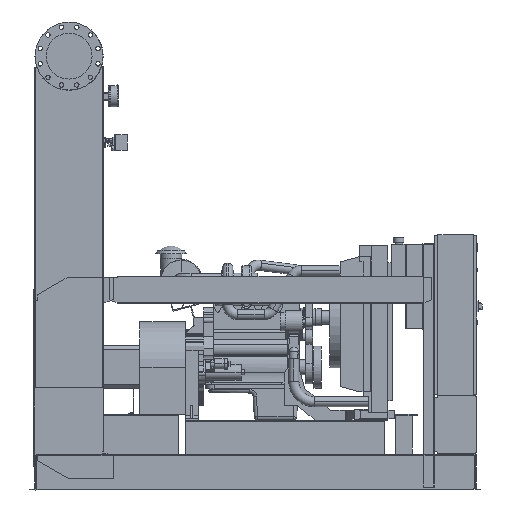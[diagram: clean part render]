
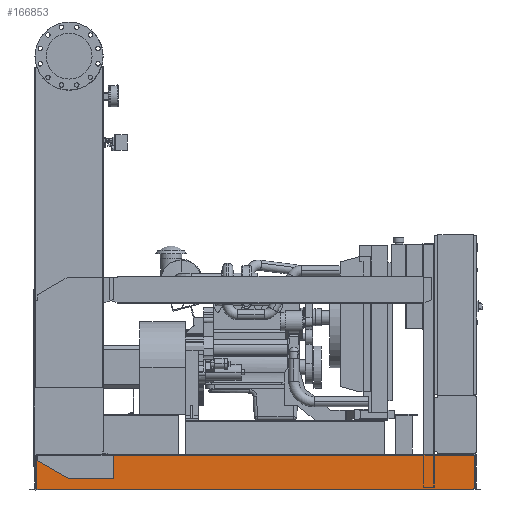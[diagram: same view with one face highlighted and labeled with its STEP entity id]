
A CAD part, front view. The second image highlights one B-rep face of the part: STEP entity #166853.
In plain terms, the highlighted free-form (B-spline) face has degree [1, 1] with [2, 2] control points.
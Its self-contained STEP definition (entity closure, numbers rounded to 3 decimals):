
#161794=CARTESIAN_POINT('',(-191.0,-738.5,202.));
#161795=VERTEX_POINT('',#161794);
#161802=CARTESIAN_POINT('',(-191.0,-738.5,208.));
#161803=VERTEX_POINT('',#161802);
#161804=CARTESIAN_POINT('',(-191.0,-738.5,202.));
#161805=DIRECTION('',(0.0,0.0,1.0));
#161806=VECTOR('',#161805,6.);
#161807=LINE('',#161804,#161806);
#161808=EDGE_CURVE('',#161795,#161803,#161807,.T.);
#165127=CARTESIAN_POINT('',(2403.0,-738.5,208.));
#165128=VERTEX_POINT('',#165127);
#165129=CARTESIAN_POINT('',(-191.0,-738.5,208.));
#165130=DIRECTION('',(1.0,0.0,0.0));
#165131=VECTOR('',#165130,2594.0);
#165132=LINE('',#165129,#165131);
#165133=EDGE_CURVE('',#161803,#165128,#165132,.T.);
#166430=CARTESIAN_POINT('',(2411.0,-738.5,202.));
#166431=VERTEX_POINT('',#166430);
#166438=CARTESIAN_POINT('',(2411.0,-738.5,112.689));
#166439=VERTEX_POINT('',#166438);
#166440=CARTESIAN_POINT('',(2411.0,-738.5,112.689));
#166441=DIRECTION('',(0.0,0.0,1.0));
#166442=VECTOR('',#166441,89.311);
#166443=LINE('',#166440,#166442);
#166444=EDGE_CURVE('',#166439,#166431,#166443,.T.);
#166767=CARTESIAN_POINT('',(-199.0,-738.5,3.));
#166768=CARTESIAN_POINT('',(-199.0,-738.5,208.));
#166769=CARTESIAN_POINT('',(2411.0,-738.5,3.));
#166770=CARTESIAN_POINT('',(2411.0,-738.5,208.));
#166771=B_SPLINE_SURFACE_WITH_KNOTS('',1,1,((#166767,#166769),(#166768,#166770)),.UNSPECIFIED.,.F.,.F.,.U.,(2,2),(2,2),(0.0,205.),(0.0,2610.0),.UNSPECIFIED.);
#166772=CARTESIAN_POINT('',(2411.0,-738.5,6.));
#166773=VERTEX_POINT('',#166772);
#166774=CARTESIAN_POINT('',(2411.0,-738.5,6.));
#166775=DIRECTION('',(0.0,0.0,1.0));
#166776=VECTOR('',#166775,106.689);
#166777=LINE('',#166774,#166776);
#166778=EDGE_CURVE('',#166773,#166439,#166777,.T.);
#166779=ORIENTED_EDGE('',*,*,#166778,.T.);
#166780=ORIENTED_EDGE('',*,*,#166444,.T.);
#166781=CARTESIAN_POINT('',(2403.0,-738.5,202.));
#166782=VERTEX_POINT('',#166781);
#166783=CARTESIAN_POINT('',(2411.0,-738.5,202.));
#166784=DIRECTION('',(-1.0,0.0,0.0));
#166785=VECTOR('',#166784,8.0);
#166786=LINE('',#166783,#166785);
#166787=EDGE_CURVE('',#166431,#166782,#166786,.T.);
#166788=ORIENTED_EDGE('',*,*,#166787,.T.);
#166789=CARTESIAN_POINT('',(2403.0,-738.5,208.));
#166790=DIRECTION('',(0.0,0.0,-1.0));
#166791=VECTOR('',#166790,6.);
#166792=LINE('',#166789,#166791);
#166793=EDGE_CURVE('',#165128,#166782,#166792,.T.);
#166794=ORIENTED_EDGE('',*,*,#166793,.F.);
#166795=ORIENTED_EDGE('',*,*,#165133,.F.);
#166796=ORIENTED_EDGE('',*,*,#161808,.F.);
#166797=CARTESIAN_POINT('',(-199.0,-738.5,202.));
#166798=VERTEX_POINT('',#166797);
#166799=CARTESIAN_POINT('',(-191.0,-738.5,202.));
#166800=DIRECTION('',(-1.0,0.0,0.0));
#166801=VECTOR('',#166800,8.0);
#166802=LINE('',#166799,#166801);
#166803=EDGE_CURVE('',#161795,#166798,#166802,.T.);
#166804=ORIENTED_EDGE('',*,*,#166803,.T.);
#166805=CARTESIAN_POINT('',(-199.0,-738.5,6.));
#166806=VERTEX_POINT('',#166805);
#166807=CARTESIAN_POINT('',(-199.0,-738.5,202.));
#166808=DIRECTION('',(0.0,0.0,-1.0));
#166809=VECTOR('',#166808,196.);
#166810=LINE('',#166807,#166809);
#166811=EDGE_CURVE('',#166798,#166806,#166810,.T.);
#166812=ORIENTED_EDGE('',*,*,#166811,.T.);
#166813=CARTESIAN_POINT('',(-191.0,-738.5,6.));
#166814=VERTEX_POINT('',#166813);
#166815=CARTESIAN_POINT('',(-199.0,-738.5,6.));
#166816=DIRECTION('',(1.0,0.0,0.0));
#166817=VECTOR('',#166816,8.0);
#166818=LINE('',#166815,#166817);
#166819=EDGE_CURVE('',#166806,#166814,#166818,.T.);
#166820=ORIENTED_EDGE('',*,*,#166819,.T.);
#166821=CARTESIAN_POINT('',(-191.0,-738.5,3.));
#166822=VERTEX_POINT('',#166821);
#166823=CARTESIAN_POINT('',(-191.0,-738.5,3.));
#166824=DIRECTION('',(0.0,0.0,1.0));
#166825=VECTOR('',#166824,3.);
#166826=LINE('',#166823,#166825);
#166827=EDGE_CURVE('',#166822,#166814,#166826,.T.);
#166828=ORIENTED_EDGE('',*,*,#166827,.F.);
#166829=CARTESIAN_POINT('',(2403.0,-738.5,3.));
#166830=VERTEX_POINT('',#166829);
#166831=CARTESIAN_POINT('',(2403.0,-738.5,3.));
#166832=DIRECTION('',(-1.0,0.0,0.0));
#166833=VECTOR('',#166832,2594.0);
#166834=LINE('',#166831,#166833);
#166835=EDGE_CURVE('',#166830,#166822,#166834,.T.);
#166836=ORIENTED_EDGE('',*,*,#166835,.F.);
#166837=CARTESIAN_POINT('',(2403.0,-738.5,6.));
#166838=VERTEX_POINT('',#166837);
#166839=CARTESIAN_POINT('',(2403.0,-738.5,6.));
#166840=DIRECTION('',(0.0,0.0,-1.0));
#166841=VECTOR('',#166840,3.);
#166842=LINE('',#166839,#166841);
#166843=EDGE_CURVE('',#166838,#166830,#166842,.T.);
#166844=ORIENTED_EDGE('',*,*,#166843,.F.);
#166845=CARTESIAN_POINT('',(2403.0,-738.5,6.));
#166846=DIRECTION('',(1.0,0.0,0.0));
#166847=VECTOR('',#166846,8.0);
#166848=LINE('',#166845,#166847);
#166849=EDGE_CURVE('',#166838,#166773,#166848,.T.);
#166850=ORIENTED_EDGE('',*,*,#166849,.T.);
#166851=EDGE_LOOP('',(#166779,#166780,#166788,#166794,#166795,#166796,#166804,#166812,#166820,#166828,#166836,#166844,#166850));
#166852=FACE_OUTER_BOUND('',#166851,.T.);
#166853=ADVANCED_FACE('',(#166852),#166771,.F.);
